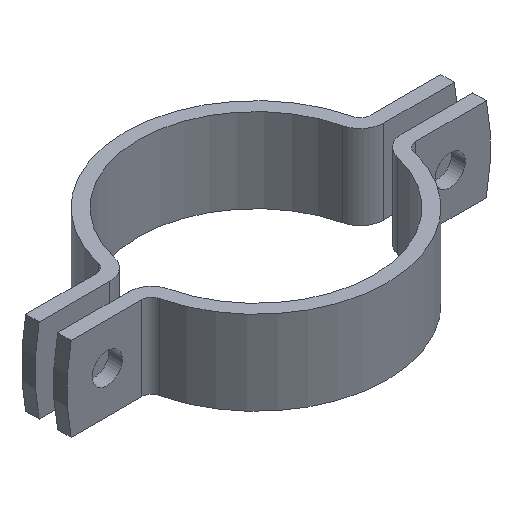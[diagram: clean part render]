
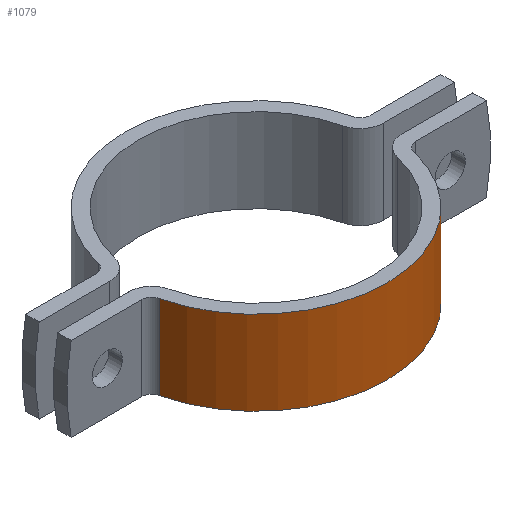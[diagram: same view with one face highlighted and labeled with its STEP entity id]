
A CAD part, isometric view. The second image highlights one B-rep face of the part: STEP entity #1079.
In plain terms, the highlighted cylindrical face has radius 77.85 mm (diameter 155.7 mm), a partial arc.
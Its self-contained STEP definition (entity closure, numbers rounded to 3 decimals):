
#15 = FACE_OUTER_BOUND ( 'NONE', #851, .T. ) ;
#19 = CARTESIAN_POINT ( 'NONE',  ( 0., 0., 0. ) ) ;
#27 = DIRECTION ( 'NONE',  ( 1., 0., 0. ) ) ;
#48 = AXIS2_PLACEMENT_3D ( 'NONE', #19, #993, #431 ) ;
#126 = CARTESIAN_POINT ( 'NONE',  ( 75.716, -18.105, -50. ) ) ;
#135 = DIRECTION ( 'NONE',  ( 0., 0., 1. ) ) ;
#210 = VECTOR ( 'NONE', #697, 1000. ) ;
#218 = CYLINDRICAL_SURFACE ( 'NONE', #682, 77.85 ) ;
#221 = CARTESIAN_POINT ( 'NONE',  ( -75.716, -18.105, 0. ) ) ;
#280 = VERTEX_POINT ( 'NONE', #909 ) ;
#364 = ORIENTED_EDGE ( 'NONE', *, *, #558, .F. ) ;
#398 = DIRECTION ( 'NONE',  ( 0., 0., 1. ) ) ;
#404 = CARTESIAN_POINT ( 'NONE',  ( 0., 0., -50. ) ) ;
#411 = CARTESIAN_POINT ( 'NONE',  ( 75.716, -18.105, 0. ) ) ;
#431 = DIRECTION ( 'NONE',  ( 1., 0., 0. ) ) ;
#438 = ORIENTED_EDGE ( 'NONE', *, *, #1102, .T. ) ;
#456 = VERTEX_POINT ( 'NONE', #411 ) ;
#523 = DIRECTION ( 'NONE',  ( 1., 0., 0. ) ) ;
#558 = EDGE_CURVE ( 'NONE', #280, #1236, #1165, .T. ) ;
#582 = CARTESIAN_POINT ( 'NONE',  ( -75.716, -18.105, -50. ) ) ;
#597 = CIRCLE ( 'NONE', #48, 77.85 ) ;
#682 = AXIS2_PLACEMENT_3D ( 'NONE', #404, #398, #27 ) ;
#697 = DIRECTION ( 'NONE',  ( 0., 0., 1. ) ) ;
#709 = AXIS2_PLACEMENT_3D ( 'NONE', #806, #135, #523 ) ;
#743 = EDGE_CURVE ( 'NONE', #1236, #456, #597, .T. ) ;
#782 = EDGE_CURVE ( 'NONE', #280, #1115, #1004, .T. ) ;
#785 = DIRECTION ( 'NONE',  ( 0., 0., 1. ) ) ;
#794 = CARTESIAN_POINT ( 'NONE',  ( 75.716, -18.105, -50. ) ) ;
#806 = CARTESIAN_POINT ( 'NONE',  ( 0., 0., -50. ) ) ;
#831 = ORIENTED_EDGE ( 'NONE', *, *, #743, .F. ) ;
#851 = EDGE_LOOP ( 'NONE', ( #831, #364, #967, #438 ) ) ;
#888 = LINE ( 'NONE', #794, #210 ) ;
#909 = CARTESIAN_POINT ( 'NONE',  ( -75.716, -18.105, -50. ) ) ;
#967 = ORIENTED_EDGE ( 'NONE', *, *, #782, .T. ) ;
#980 = VECTOR ( 'NONE', #785, 1000. ) ;
#993 = DIRECTION ( 'NONE',  ( 0., 0., 1. ) ) ;
#1004 = CIRCLE ( 'NONE', #709, 77.85 ) ;
#1079 = ADVANCED_FACE ( 'NONE', ( #15 ), #218, .T. ) ;
#1102 = EDGE_CURVE ( 'NONE', #1115, #456, #888, .T. ) ;
#1115 = VERTEX_POINT ( 'NONE', #126 ) ;
#1165 = LINE ( 'NONE', #582, #980 ) ;
#1236 = VERTEX_POINT ( 'NONE', #221 ) ;
